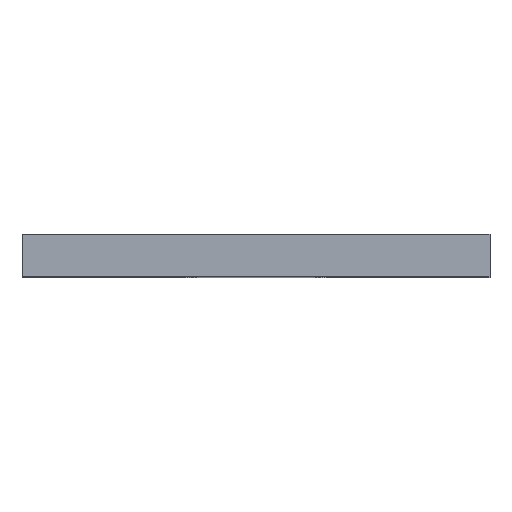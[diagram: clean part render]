
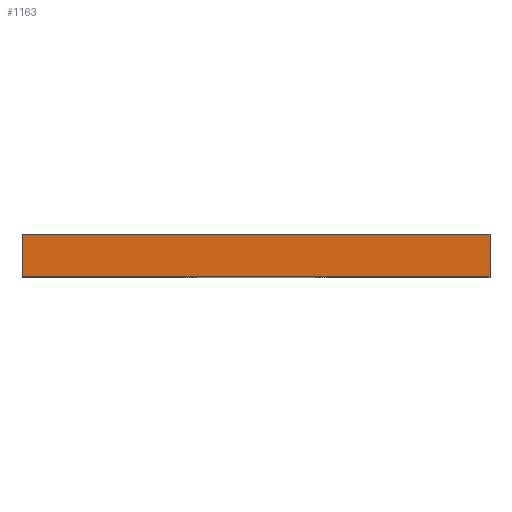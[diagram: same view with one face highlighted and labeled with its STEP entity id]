
A CAD part, top view. The second image highlights one B-rep face of the part: STEP entity #1163.
In plain terms, the highlighted planar face has unit normal (0, 0, 1).
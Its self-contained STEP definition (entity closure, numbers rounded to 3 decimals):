
#127 = ORIENTED_EDGE ( 'NONE', *, *, #2554, .F. ) ;
#158 = CARTESIAN_POINT ( 'NONE',  ( -110., 10., 122. ) ) ;
#167 = CARTESIAN_POINT ( 'NONE',  ( -110., -10., 122. ) ) ;
#207 = CARTESIAN_POINT ( 'NONE',  ( 110., -10., 122. ) ) ;
#337 = CARTESIAN_POINT ( 'NONE',  ( -110., -10., 122. ) ) ;
#967 = PLANE ( 'NONE',  #2967 ) ;
#1045 = LINE ( 'NONE', #3618, #3904 ) ;
#1163 = ADVANCED_FACE ( 'NONE', ( #4675 ), #967, .F. ) ;
#1176 = VECTOR ( 'NONE', #3913, 1000. ) ;
#1228 = EDGE_CURVE ( 'NONE', #1355, #4318, #3979, .T. ) ;
#1355 = VERTEX_POINT ( 'NONE', #337 ) ;
#1371 = CARTESIAN_POINT ( 'NONE',  ( -110., 10., 122. ) ) ;
#1439 = VERTEX_POINT ( 'NONE', #1543 ) ;
#1476 = LINE ( 'NONE', #158, #1176 ) ;
#1543 = CARTESIAN_POINT ( 'NONE',  ( -110., 10., 122. ) ) ;
#1716 = EDGE_CURVE ( 'NONE', #1439, #1355, #5162, .T. ) ;
#1744 = EDGE_LOOP ( 'NONE', ( #4384, #127, #3452, #2398 ) ) ;
#1896 = DIRECTION ( 'NONE',  ( 1., 0., 0. ) ) ;
#2398 = ORIENTED_EDGE ( 'NONE', *, *, #1716, .T. ) ;
#2554 = EDGE_CURVE ( 'NONE', #2670, #4318, #1045, .T. ) ;
#2670 = VERTEX_POINT ( 'NONE', #4176 ) ;
#2967 = AXIS2_PLACEMENT_3D ( 'NONE', #3584, #3558, #4011 ) ;
#3044 = DIRECTION ( 'NONE',  ( 0., -1., 0. ) ) ;
#3452 = ORIENTED_EDGE ( 'NONE', *, *, #3832, .F. ) ;
#3558 = DIRECTION ( 'NONE',  ( 0., 0., -1. ) ) ;
#3584 = CARTESIAN_POINT ( 'NONE',  ( -110., 10., 122. ) ) ;
#3618 = CARTESIAN_POINT ( 'NONE',  ( 110., 10., 122. ) ) ;
#3832 = EDGE_CURVE ( 'NONE', #1439, #2670, #1476, .T. ) ;
#3904 = VECTOR ( 'NONE', #4396, 1000. ) ;
#3913 = DIRECTION ( 'NONE',  ( 1., 0., 0. ) ) ;
#3979 = LINE ( 'NONE', #167, #4226 ) ;
#4011 = DIRECTION ( 'NONE',  ( -1., 0., 0. ) ) ;
#4176 = CARTESIAN_POINT ( 'NONE',  ( 110., 10., 122. ) ) ;
#4226 = VECTOR ( 'NONE', #1896, 1000. ) ;
#4318 = VERTEX_POINT ( 'NONE', #207 ) ;
#4384 = ORIENTED_EDGE ( 'NONE', *, *, #1228, .T. ) ;
#4396 = DIRECTION ( 'NONE',  ( 0., -1., 0. ) ) ;
#4590 = VECTOR ( 'NONE', #3044, 1000. ) ;
#4675 = FACE_OUTER_BOUND ( 'NONE', #1744, .T. ) ;
#5162 = LINE ( 'NONE', #1371, #4590 ) ;
